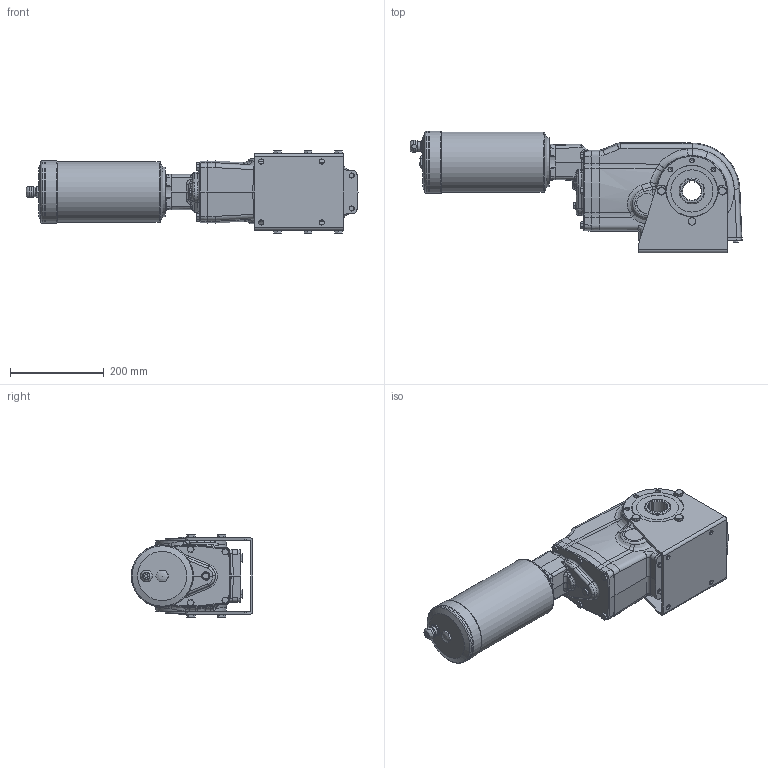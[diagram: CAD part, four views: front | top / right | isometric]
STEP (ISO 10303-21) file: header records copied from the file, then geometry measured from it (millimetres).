
FILE_DESCRIPTION( ( 'Unknown' ), '1' );
FILE_NAME( 'B3A4F99EB09133B9E2EBCAEF175D32B9.3d.stp', 'Unknown', ( 'Unknown' ), ( 'Unknown' ), 'PSStep 10.1', 'Unknown', ' ' );
FILE_SCHEMA( ( 'AUTOMOTIVE_DESIGN { 1 0 10303 214 1 1 1 1 }' ) );
Length unit declared in the file: millimetre
Products named in the file (1): X74N
Bounding box: 708.9 x 259.9 x 175.8 mm (x, y, z)
Volume: 12155927.4 mm3; surface area: 580577.8 mm2
Topology: 1 solids, 31 shells, 1100 faces, 2562 edges, 1586 vertices
Faces by surface type: plane 400, cylinder 265, cone 224, bspline 143, torus 61, extrusion 4, sphere 3
Full cylindrical faces by diameter (mm): 2.6 x1, 4.134 x2, 4.917 x8, 6 x8, 7 x13, 8 x4, 8.376 x32, 8.9 x8, 9 x4, 10 x6, 10.5 x6, 11 x4, 11.6 x6, 13 x4, 13.4 x1, 14 x5, 14.6 x6, 16.662 x1, 17 x1, 18 x2, 20 x1, 42.5 x2, 47 x1, 52 x1, 55 x2, 90 x2, 105 x1, 110 x2, 128.98 x1, 129 x2
Entity records: 57048 total; most frequent: CARTESIAN_POINT 26151, DIRECTION 4330, ORIENTED_EDGE 4322, EDGE_CURVE 2161, AXIS2_PLACEMENT_3D 1809, EDGE_LOOP 1481, VERTEX_POINT 1475, FACE_OUTER_BOUND 1298
